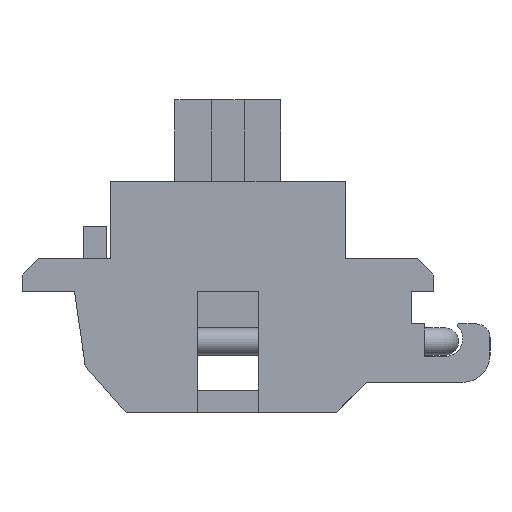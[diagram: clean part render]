
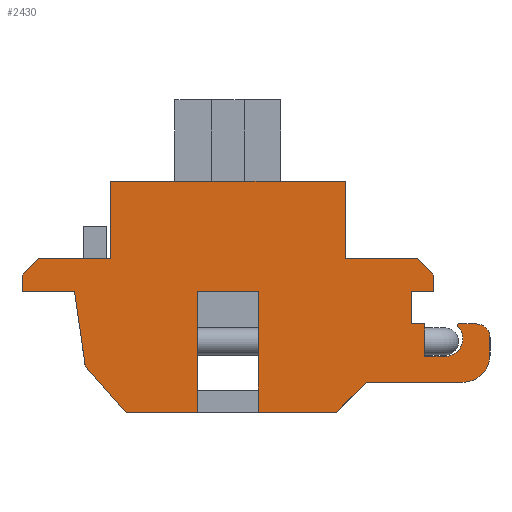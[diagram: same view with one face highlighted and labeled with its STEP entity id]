
A CAD part, left-side view. The second image highlights one B-rep face of the part: STEP entity #2430.
In plain terms, the highlighted planar face has unit normal (-1, 0, 0).
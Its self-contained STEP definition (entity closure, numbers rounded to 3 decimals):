
#89=PLANE('',#2602);
#206=FACE_OUTER_BOUND('',#325,.T.);
#325=EDGE_LOOP('',(#1984,#1985,#1986,#1987,#1988,#1989,#1990,#1991,#1992,
#1993,#1994,#1995,#1996,#1997,#1998,#1999,#2000,#2001,#2002,#2003,#2004,
#2005,#2006,#2007,#2008,#2009,#2010,#2011,#2012,#2013));
#399=LINE('',#3362,#726);
#420=LINE('',#3403,#747);
#437=LINE('',#3440,#764);
#455=LINE('',#3480,#782);
#484=LINE('',#3545,#811);
#486=LINE('',#3549,#813);
#491=LINE('',#3560,#818);
#497=LINE('',#3572,#824);
#500=LINE('',#3578,#827);
#507=LINE('',#3593,#834);
#513=LINE('',#3605,#840);
#519=LINE('',#3617,#846);
#525=LINE('',#3629,#852);
#567=LINE('',#3718,#894);
#571=LINE('',#3726,#898);
#575=LINE('',#3733,#902);
#577=LINE('',#3737,#904);
#578=LINE('',#3739,#905);
#579=LINE('',#3741,#906);
#580=LINE('',#3745,#907);
#581=LINE('',#3749,#908);
#582=LINE('',#3754,#909);
#583=LINE('',#3756,#910);
#584=LINE('',#3757,#911);
#585=LINE('',#3759,#912);
#586=LINE('',#3760,#913);
#726=VECTOR('',#2735,10.);
#747=VECTOR('',#2758,10.);
#764=VECTOR('',#2785,10.);
#782=VECTOR('',#2819,10.);
#811=VECTOR('',#2880,10.);
#813=VECTOR('',#2884,10.);
#818=VECTOR('',#2895,10.);
#824=VECTOR('',#2905,10.);
#827=VECTOR('',#2910,10.);
#834=VECTOR('',#2921,10.);
#840=VECTOR('',#2931,10.);
#846=VECTOR('',#2941,10.);
#852=VECTOR('',#2951,10.);
#894=VECTOR('',#3019,10.);
#898=VECTOR('',#3025,10.);
#902=VECTOR('',#3031,10.);
#904=VECTOR('',#3035,10.);
#905=VECTOR('',#3036,10.);
#906=VECTOR('',#3037,10.);
#907=VECTOR('',#3040,10.);
#908=VECTOR('',#3043,10.);
#909=VECTOR('',#3048,10.);
#910=VECTOR('',#3049,10.);
#911=VECTOR('',#3050,10.);
#912=VECTOR('',#3051,10.);
#913=VECTOR('',#3052,10.);
#1059=CIRCLE('',#2603,1.);
#1060=CIRCLE('',#2604,0.5);
#1061=CIRCLE('',#2605,0.05);
#1062=CIRCLE('',#2606,0.651);
#1081=VERTEX_POINT('',#3359);
#1082=VERTEX_POINT('',#3361);
#1101=VERTEX_POINT('',#3401);
#1115=VERTEX_POINT('',#3437);
#1116=VERTEX_POINT('',#3439);
#1130=VERTEX_POINT('',#3478);
#1150=VERTEX_POINT('',#3543);
#1151=VERTEX_POINT('',#3547);
#1154=VERTEX_POINT('',#3559);
#1158=VERTEX_POINT('',#3571);
#1160=VERTEX_POINT('',#3577);
#1166=VERTEX_POINT('',#3592);
#1170=VERTEX_POINT('',#3604);
#1174=VERTEX_POINT('',#3616);
#1178=VERTEX_POINT('',#3628);
#1211=VERTEX_POINT('',#3715);
#1212=VERTEX_POINT('',#3717);
#1215=VERTEX_POINT('',#3725);
#1217=VERTEX_POINT('',#3732);
#1218=VERTEX_POINT('',#3736);
#1219=VERTEX_POINT('',#3738);
#1220=VERTEX_POINT('',#3740);
#1221=VERTEX_POINT('',#3742);
#1222=VERTEX_POINT('',#3744);
#1223=VERTEX_POINT('',#3746);
#1224=VERTEX_POINT('',#3748);
#1225=VERTEX_POINT('',#3750);
#1226=VERTEX_POINT('',#3752);
#1227=VERTEX_POINT('',#3755);
#1228=VERTEX_POINT('',#3758);
#1323=EDGE_CURVE('',#1082,#1081,#399,.T.);
#1344=EDGE_CURVE('',#1081,#1101,#420,.T.);
#1361=EDGE_CURVE('',#1116,#1115,#437,.T.);
#1382=EDGE_CURVE('',#1101,#1130,#455,.T.);
#1416=EDGE_CURVE('',#1130,#1150,#484,.T.);
#1418=EDGE_CURVE('',#1115,#1151,#486,.T.);
#1423=EDGE_CURVE('',#1154,#1082,#491,.T.);
#1429=EDGE_CURVE('',#1154,#1158,#497,.T.);
#1432=EDGE_CURVE('',#1160,#1158,#500,.T.);
#1439=EDGE_CURVE('',#1166,#1160,#507,.T.);
#1445=EDGE_CURVE('',#1170,#1166,#513,.T.);
#1451=EDGE_CURVE('',#1174,#1170,#519,.T.);
#1457=EDGE_CURVE('',#1178,#1174,#525,.T.);
#1503=EDGE_CURVE('',#1212,#1211,#567,.T.);
#1507=EDGE_CURVE('',#1215,#1212,#571,.T.);
#1511=EDGE_CURVE('',#1217,#1215,#575,.T.);
#1513=EDGE_CURVE('',#1211,#1218,#577,.T.);
#1514=EDGE_CURVE('',#1218,#1219,#578,.T.);
#1515=EDGE_CURVE('',#1219,#1220,#579,.T.);
#1516=EDGE_CURVE('',#1221,#1220,#1059,.T.);
#1517=EDGE_CURVE('',#1221,#1222,#580,.T.);
#1518=EDGE_CURVE('',#1223,#1222,#1060,.T.);
#1519=EDGE_CURVE('',#1223,#1224,#581,.T.);
#1520=EDGE_CURVE('',#1225,#1224,#1061,.T.);
#1521=EDGE_CURVE('',#1225,#1226,#1062,.T.);
#1522=EDGE_CURVE('',#1226,#1178,#582,.T.);
#1523=EDGE_CURVE('',#1227,#1150,#583,.T.);
#1524=EDGE_CURVE('',#1227,#1116,#584,.T.);
#1525=EDGE_CURVE('',#1151,#1228,#585,.T.);
#1526=EDGE_CURVE('',#1228,#1217,#586,.T.);
#1984=ORIENTED_EDGE('',*,*,#1511,.T.);
#1985=ORIENTED_EDGE('',*,*,#1507,.T.);
#1986=ORIENTED_EDGE('',*,*,#1503,.T.);
#1987=ORIENTED_EDGE('',*,*,#1513,.T.);
#1988=ORIENTED_EDGE('',*,*,#1514,.T.);
#1989=ORIENTED_EDGE('',*,*,#1515,.T.);
#1990=ORIENTED_EDGE('',*,*,#1516,.F.);
#1991=ORIENTED_EDGE('',*,*,#1517,.T.);
#1992=ORIENTED_EDGE('',*,*,#1518,.F.);
#1993=ORIENTED_EDGE('',*,*,#1519,.T.);
#1994=ORIENTED_EDGE('',*,*,#1520,.F.);
#1995=ORIENTED_EDGE('',*,*,#1521,.T.);
#1996=ORIENTED_EDGE('',*,*,#1522,.T.);
#1997=ORIENTED_EDGE('',*,*,#1457,.T.);
#1998=ORIENTED_EDGE('',*,*,#1451,.T.);
#1999=ORIENTED_EDGE('',*,*,#1445,.T.);
#2000=ORIENTED_EDGE('',*,*,#1439,.T.);
#2001=ORIENTED_EDGE('',*,*,#1432,.T.);
#2002=ORIENTED_EDGE('',*,*,#1429,.F.);
#2003=ORIENTED_EDGE('',*,*,#1423,.T.);
#2004=ORIENTED_EDGE('',*,*,#1323,.T.);
#2005=ORIENTED_EDGE('',*,*,#1344,.T.);
#2006=ORIENTED_EDGE('',*,*,#1382,.T.);
#2007=ORIENTED_EDGE('',*,*,#1416,.T.);
#2008=ORIENTED_EDGE('',*,*,#1523,.F.);
#2009=ORIENTED_EDGE('',*,*,#1524,.T.);
#2010=ORIENTED_EDGE('',*,*,#1361,.T.);
#2011=ORIENTED_EDGE('',*,*,#1418,.T.);
#2012=ORIENTED_EDGE('',*,*,#1525,.T.);
#2013=ORIENTED_EDGE('',*,*,#1526,.T.);
#2430=ADVANCED_FACE('',(#206),#89,.T.);
#2602=AXIS2_PLACEMENT_3D('',#3735,#3033,#3034);
#2603=AXIS2_PLACEMENT_3D('',#3743,#3038,#3039);
#2604=AXIS2_PLACEMENT_3D('',#3747,#3041,#3042);
#2605=AXIS2_PLACEMENT_3D('',#3751,#3044,#3045);
#2606=AXIS2_PLACEMENT_3D('',#3753,#3046,#3047);
#2735=DIRECTION('',(0.,0.,1.));
#2758=DIRECTION('',(0.,1.,0.));
#2785=DIRECTION('',(0.,-1.,0.));
#2819=DIRECTION('',(0.,0.,-1.));
#2880=DIRECTION('',(0.,1.,0.));
#2884=DIRECTION('',(0.,-0.144,-0.99));
#2895=DIRECTION('',(0.,1.,0.));
#2905=DIRECTION('',(0.,-0.707,-0.707));
#2910=DIRECTION('',(0.,0.,1.));
#2921=DIRECTION('',(0.,-1.,0.));
#2931=DIRECTION('',(0.,0.,1.));
#2941=DIRECTION('',(0.,1.,0.));
#2951=DIRECTION('',(0.,0.,1.));
#3019=DIRECTION('',(0.,0.,-1.));
#3025=DIRECTION('',(0.,-1.,0.));
#3031=DIRECTION('',(0.,0.,1.));
#3033=DIRECTION('center_axis',(-1.,0.,0.));
#3034=DIRECTION('ref_axis',(0.,0.,1.));
#3035=DIRECTION('',(0.,-1.,0.));
#3036=DIRECTION('',(0.,-0.707,0.707));
#3037=DIRECTION('',(0.,-1.,0.));
#3038=DIRECTION('center_axis',(1.,0.,0.));
#3039=DIRECTION('ref_axis',(0.,-0.707,-0.707));
#3040=DIRECTION('',(0.,0.,1.));
#3041=DIRECTION('center_axis',(1.,0.,0.));
#3042=DIRECTION('ref_axis',(0.,-0.707,0.707));
#3043=DIRECTION('',(0.,1.,0.));
#3044=DIRECTION('center_axis',(1.,0.,0.));
#3045=DIRECTION('ref_axis',(0.,0.925,0.38));
#3046=DIRECTION('center_axis',(1.,0.,0.));
#3047=DIRECTION('ref_axis',(0.,-0.54,0.842));
#3048=DIRECTION('',(0.,1.,0.));
#3049=DIRECTION('',(0.,-0.707,0.707));
#3050=DIRECTION('',(0.,0.,-1.));
#3051=DIRECTION('',(0.,-0.662,-0.75));
#3052=DIRECTION('',(0.,-1.,0.));
#3359=CARTESIAN_POINT('',(-2.925,-4.325,8.5));
#3361=CARTESIAN_POINT('',(-2.925,-4.325,5.65));
#3362=CARTESIAN_POINT('',(-2.925,-4.325,5.65));
#3401=CARTESIAN_POINT('',(-2.925,4.325,8.5));
#3403=CARTESIAN_POINT('',(-2.925,-4.325,8.5));
#3437=CARTESIAN_POINT('',(-2.925,5.65,4.45));
#3439=CARTESIAN_POINT('',(-2.925,7.58,4.45));
#3440=CARTESIAN_POINT('',(-2.925,7.58,4.45));
#3478=CARTESIAN_POINT('',(-2.925,4.325,5.65));
#3480=CARTESIAN_POINT('',(-2.925,4.325,8.5));
#3543=CARTESIAN_POINT('',(-2.925,6.98,5.65));
#3545=CARTESIAN_POINT('',(-2.925,4.325,5.65));
#3547=CARTESIAN_POINT('',(-2.925,5.25,1.7));
#3549=CARTESIAN_POINT('',(-2.925,5.25,1.7));
#3559=CARTESIAN_POINT('',(-2.925,-6.98,5.65));
#3560=CARTESIAN_POINT('',(-2.925,-7.58,5.65));
#3571=CARTESIAN_POINT('',(-2.925,-7.58,5.05));
#3572=CARTESIAN_POINT('',(-2.925,-5.994,6.636));
#3577=CARTESIAN_POINT('',(-2.925,-7.58,4.45));
#3578=CARTESIAN_POINT('',(-2.925,-7.58,4.45));
#3592=CARTESIAN_POINT('',(-2.925,-6.75,4.45));
#3593=CARTESIAN_POINT('',(-2.925,-6.75,4.45));
#3604=CARTESIAN_POINT('',(-2.925,-6.75,3.25));
#3605=CARTESIAN_POINT('',(-2.925,-6.75,3.25));
#3616=CARTESIAN_POINT('',(-2.925,-7.25,3.25));
#3617=CARTESIAN_POINT('',(-2.925,-9.65,3.25));
#3628=CARTESIAN_POINT('',(-2.925,-7.25,2.05));
#3629=CARTESIAN_POINT('',(-2.925,-7.25,3.15));
#3715=CARTESIAN_POINT('',(-2.925,-1.125,0.));
#3717=CARTESIAN_POINT('',(-2.925,-1.125,4.45));
#3718=CARTESIAN_POINT('',(-2.925,-1.125,4.35));
#3725=CARTESIAN_POINT('',(-2.925,1.125,4.45));
#3726=CARTESIAN_POINT('',(-2.925,0.045,4.45));
#3732=CARTESIAN_POINT('',(-2.925,1.125,0.));
#3733=CARTESIAN_POINT('',(-2.925,1.125,2.125));
#3735=CARTESIAN_POINT('Origin',(-2.925,-1.035,4.25));
#3736=CARTESIAN_POINT('',(-2.925,-4.,0.));
#3737=CARTESIAN_POINT('',(-2.925,3.75,0.));
#3738=CARTESIAN_POINT('',(-2.925,-5.1,1.1));
#3739=CARTESIAN_POINT('',(-2.925,-4.,0.));
#3740=CARTESIAN_POINT('',(-2.925,-8.65,1.1));
#3741=CARTESIAN_POINT('',(-2.925,-5.1,1.1));
#3742=CARTESIAN_POINT('',(-2.925,-9.65,2.1));
#3743=CARTESIAN_POINT('Origin',(-2.925,-8.65,2.1));
#3744=CARTESIAN_POINT('',(-2.925,-9.65,2.75));
#3745=CARTESIAN_POINT('',(-2.925,-9.65,1.1));
#3746=CARTESIAN_POINT('',(-2.925,-9.15,3.25));
#3747=CARTESIAN_POINT('Origin',(-2.925,-9.15,2.75));
#3748=CARTESIAN_POINT('',(-2.925,-8.492,3.25));
#3749=CARTESIAN_POINT('',(-2.925,-9.65,3.25));
#3750=CARTESIAN_POINT('',(-2.925,-8.457,3.164));
#3751=CARTESIAN_POINT('Origin',(-2.925,-8.492,3.2));
#3752=CARTESIAN_POINT('',(-2.925,-7.999,2.05));
#3753=CARTESIAN_POINT('Origin',(-2.925,-7.999,2.701));
#3754=CARTESIAN_POINT('',(-2.925,-4.517,2.05));
#3755=CARTESIAN_POINT('',(-2.925,7.58,5.05));
#3756=CARTESIAN_POINT('',(-2.925,5.476,7.154));
#3757=CARTESIAN_POINT('',(-2.925,7.58,5.65));
#3758=CARTESIAN_POINT('',(-2.925,3.75,0.));
#3759=CARTESIAN_POINT('',(-2.925,5.25,1.7));
#3760=CARTESIAN_POINT('',(-2.925,3.75,0.));
